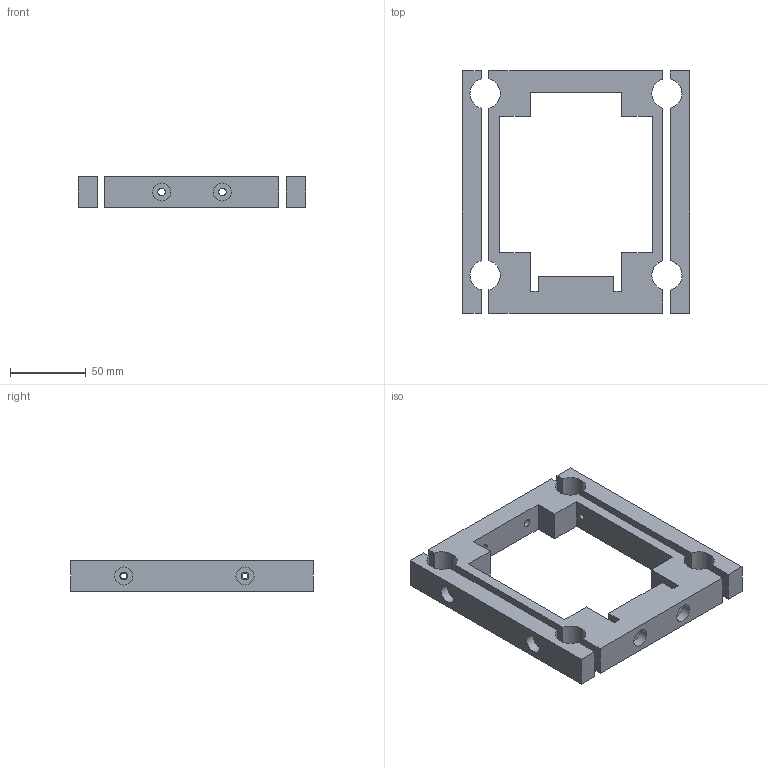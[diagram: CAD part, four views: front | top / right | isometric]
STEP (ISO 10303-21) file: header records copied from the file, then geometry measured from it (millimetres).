
FILE_DESCRIPTION(('FreeCAD Model'),'2;1');
FILE_NAME('rearMount.stp', '2012-11-21T11:53:31',('FreeCAD'),('FreeCAD'), 'Open CASCADE STEP processor 6.5','FreeCAD','Unknown');
FILE_SCHEMA(('AUTOMOTIVE_DESIGN_CC2 { 1 2 10303 214 -1 1 5 4 }'));
Length unit declared in the file: millimetre
Products named in the file (5): Open CASCADE STEP translator 6.5 5; Open CASCADE STEP translator 6.5 5.1; Open CASCADE STEP translator 6.5 5.1.1; Open CASCADE STEP translator 6.5 5.1.2; Open CASCADE STEP translator 6.5 5.1.3
Assembly tree (4 placements, depth 3):
  Open CASCADE STEP translator 6.5 5
    Open CASCADE STEP translator 6.5 5.1
      Open CASCADE STEP translator 6.5 5.1.1
      Open CASCADE STEP translator 6.5 5.1.2
      Open CASCADE STEP translator 6.5 5.1.3
Bounding box: 150 x 160 x 20 mm (x, y, z)
Volume: 202262.1 mm3; surface area: 59582.7 mm2
Topology: 3 solids, 3 shells, 82 faces, 236 edges, 168 vertices
Faces by surface type: plane 50, cylinder 32
Full cylindrical faces by diameter (mm): 4 x4, 5 x4, 5.2 x4, 12 x8
Entity records: 6018 total; most frequent: CARTESIAN_POINT 1203, DIRECTION 898, ORIENTED_EDGE 472, PCURVE 472, DEFINITIONAL_REPRESENTATION 472, LINE 468, VECTOR 468, EDGE_CURVE 236
